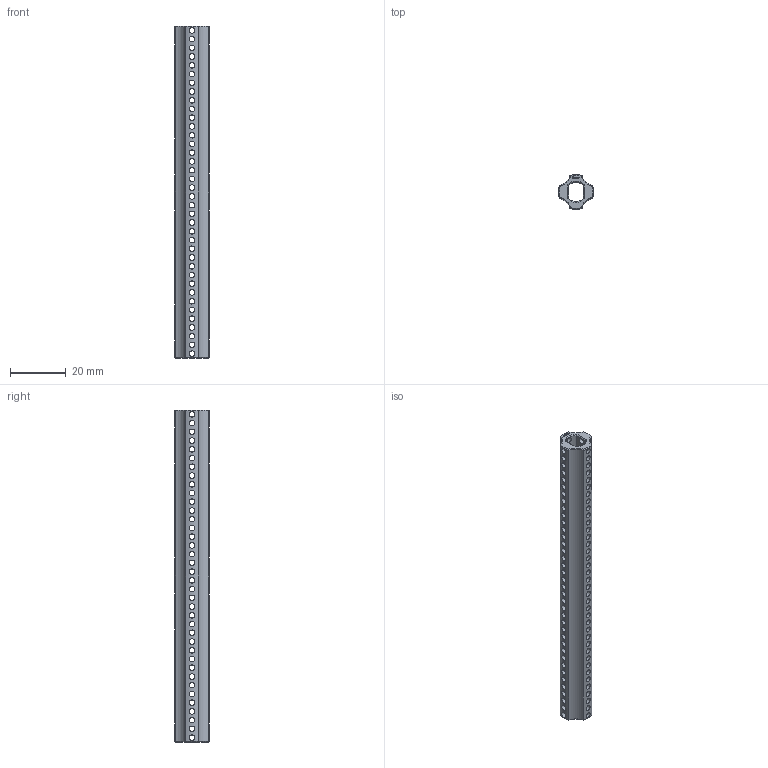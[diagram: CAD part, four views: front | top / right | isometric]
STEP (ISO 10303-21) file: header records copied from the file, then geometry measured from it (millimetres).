
FILE_DESCRIPTION(('FreeCAD Model'),'2;1');
FILE_NAME('Open CASCADE Shape Model','2024-06-16T00:13:21',(''),(''), 'Open CASCADE STEP processor 7.6','FreeCAD','Unknown');
FILE_SCHEMA(('AUTOMOTIVE_DESIGN { 1 0 10303 214 1 1 1 1 }'));
Length unit declared in the file: millimetre
Products named in the file (1): Power-Transmission Hub PLN IDX FXD BU09.50 - SPN-PTH-0038 
(stemfie.org)
Bounding box: 12.5 x 12.5 x 118.75 mm (x, y, z)
Volume: 7086.9 mm3; surface area: 9426.1 mm2
Topology: 1 solids, 1 shells, 679 faces, 1984 edges, 1340 vertices
Faces by surface type: plane 315, extrusion 182, cylinder 162, cone 20
Full cylindrical faces by diameter (mm): 2 x152
Entity records: 33895 total; most frequent: CARTESIAN_POINT 16387, ORIENTED_EDGE 3968, DIRECTION 2634, EDGE_CURVE 1984, VECTOR 1358, VERTEX_POINT 1340, LINE 1176, FACE_BOUND 1018
